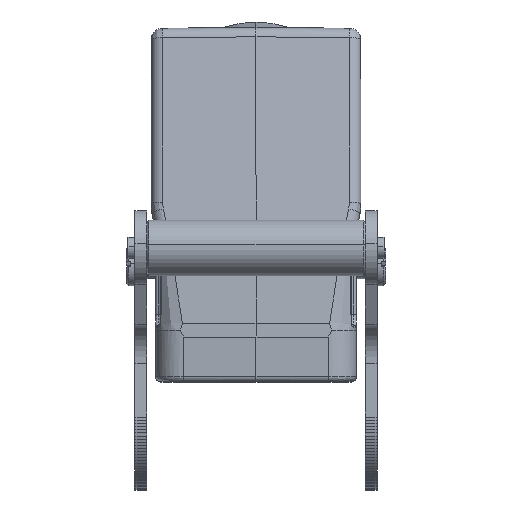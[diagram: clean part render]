
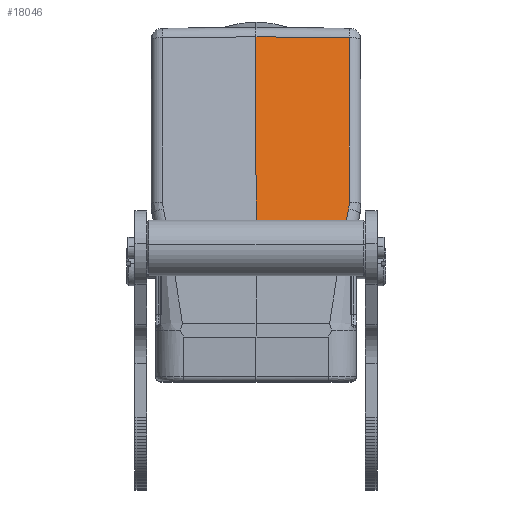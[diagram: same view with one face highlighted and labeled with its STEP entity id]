
A CAD part, top view. The second image highlights one B-rep face of the part: STEP entity #18046.
In plain terms, the highlighted planar face has unit normal (0.009, 0.19, 0.982).
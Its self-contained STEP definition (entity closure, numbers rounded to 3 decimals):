
#720 = CARTESIAN_POINT ( 'NONE',  ( 20.022, -22.618, 44.578 ) ) ;
#1586 = VERTEX_POINT ( 'NONE', #20558 ) ;
#2429 = CARTESIAN_POINT ( 'NONE',  ( 0., -22.585, 44.75 ) ) ;
#2836 = LINE ( 'NONE', #720, #6375 ) ;
#3056 = AXIS2_PLACEMENT_3D ( 'NONE', #2429, #20099, #4953 ) ;
#3062 = DIRECTION ( 'NONE',  ( 0., -0.982, 0.19 ) ) ;
#3655 = CARTESIAN_POINT ( 'NONE',  ( 20.022, -16.12, 43.323 ) ) ;
#4881 = VERTEX_POINT ( 'NONE', #3655 ) ;
#4953 = DIRECTION ( 'NONE',  ( 0., -0.982, 0.19 ) ) ;
#6352 = VECTOR ( 'NONE', #3062, 1000. ) ;
#6375 = VECTOR ( 'NONE', #31052, 1000. ) ;
#8025 = DIRECTION ( 'NONE',  ( -1., 0.009, 0.007 ) ) ;
#8032 = CARTESIAN_POINT ( 'NONE',  ( 0., -21.241, 44.49 ) ) ;
#8253 = EDGE_CURVE ( 'NONE', #4881, #28265, #2836, .T. ) ;
#8353 = CARTESIAN_POINT ( 'NONE',  ( 0., -21.241, 44.49 ) ) ;
#8566 = B_SPLINE_CURVE_WITH_KNOTS ( 'NONE', 3,
 ( #10316, #15643, #15529, #23090 ),
 .UNSPECIFIED., .F., .F.,
 ( 4, 4 ),
 ( 0., 1. ),
 .UNSPECIFIED. ) ;
#8713 = CARTESIAN_POINT ( 'NONE',  ( 19.146, -21.241, 44.32 ) ) ;
#9312 = EDGE_CURVE ( 'NONE', #14758, #25238, #20581, .T. ) ;
#9424 = ORIENTED_EDGE ( 'NONE', *, *, #32510, .T. ) ;
#10209 = ORIENTED_EDGE ( 'NONE', *, *, #9312, .T. ) ;
#10316 = CARTESIAN_POINT ( 'NONE',  ( 20.022, -16.12, 43.323 ) ) ;
#10333 = CARTESIAN_POINT ( 'NONE',  ( 20.022, 19.215, 36.497 ) ) ;
#10735 = FACE_OUTER_BOUND ( 'NONE', #10885, .T. ) ;
#10885 = EDGE_LOOP ( 'NONE', ( #18254, #9424, #24425, #10209, #22457, #16174 ) ) ;
#13055 = LINE ( 'NONE', #23437, #6352 ) ;
#14657 = VECTOR ( 'NONE', #17614, 1000. ) ;
#14758 = VERTEX_POINT ( 'NONE', #8032 ) ;
#15529 = CARTESIAN_POINT ( 'NONE',  ( 19.973, -17.107, 43.514 ) ) ;
#15643 = CARTESIAN_POINT ( 'NONE',  ( 20.022, -16.614, 43.419 ) ) ;
#16174 = ORIENTED_EDGE ( 'NONE', *, *, #21781, .F. ) ;
#17614 = DIRECTION ( 'NONE',  ( -0.193, -0.963, 0.188 ) ) ;
#17714 = EDGE_CURVE ( 'NONE', #1586, #25238, #22510, .T. ) ;
#18046 = ADVANCED_FACE ( 'NONE', ( #10735 ), #27086, .T. ) ;
#18223 = VECTOR ( 'NONE', #28479, 1000. ) ;
#18254 = ORIENTED_EDGE ( 'NONE', *, *, #8253, .T. ) ;
#20099 = DIRECTION ( 'NONE',  ( 0.009, 0.19, 0.982 ) ) ;
#20199 = CARTESIAN_POINT ( 'NONE',  ( 0., 19.39, 36.641 ) ) ;
#20558 = CARTESIAN_POINT ( 'NONE',  ( 19.876, -17.591, 43.609 ) ) ;
#20581 = LINE ( 'NONE', #8353, #18223 ) ;
#21277 = LINE ( 'NONE', #10333, #30647 ) ;
#21781 = EDGE_CURVE ( 'NONE', #4881, #1586, #8566, .T. ) ;
#22456 = VERTEX_POINT ( 'NONE', #20199 ) ;
#22457 = ORIENTED_EDGE ( 'NONE', *, *, #17714, .F. ) ;
#22510 = LINE ( 'NONE', #27976, #14657 ) ;
#23090 = CARTESIAN_POINT ( 'NONE',  ( 19.876, -17.591, 43.609 ) ) ;
#23437 = CARTESIAN_POINT ( 'NONE',  ( 0., -22.585, 44.75 ) ) ;
#24425 = ORIENTED_EDGE ( 'NONE', *, *, #29337, .T. ) ;
#25238 = VERTEX_POINT ( 'NONE', #8713 ) ;
#27086 = PLANE ( 'NONE',  #3056 ) ;
#27976 = CARTESIAN_POINT ( 'NONE',  ( 18.171, -26.117, 45.271 ) ) ;
#28265 = VERTEX_POINT ( 'NONE', #32169 ) ;
#28479 = DIRECTION ( 'NONE',  ( 1., 0., -0.009 ) ) ;
#29337 = EDGE_CURVE ( 'NONE', #22456, #14758, #13055, .T. ) ;
#30647 = VECTOR ( 'NONE', #8025, 1000. ) ;
#31052 = DIRECTION ( 'NONE',  ( 0., 0.982, -0.19 ) ) ;
#32169 = CARTESIAN_POINT ( 'NONE',  ( 20.022, 19.215, 36.497 ) ) ;
#32510 = EDGE_CURVE ( 'NONE', #28265, #22456, #21277, .T. ) ;
